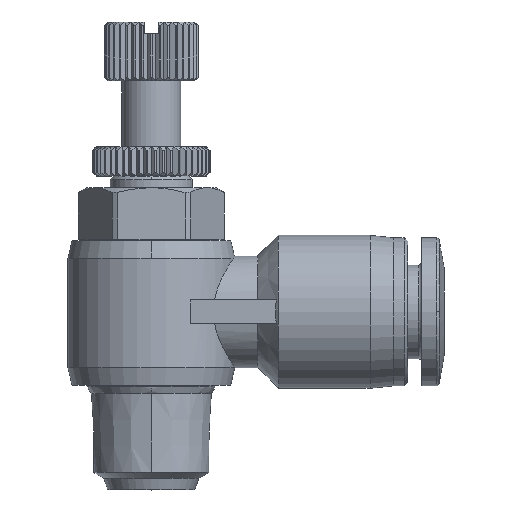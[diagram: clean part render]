
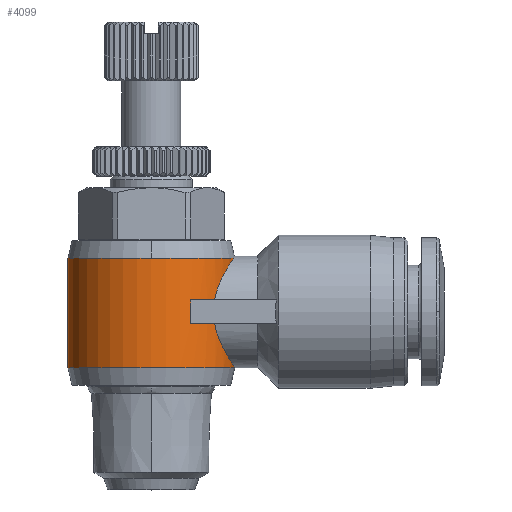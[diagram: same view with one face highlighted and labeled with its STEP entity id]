
A CAD part, top view. The second image highlights one B-rep face of the part: STEP entity #4099.
In plain terms, the highlighted cylindrical face has radius 7.1 mm (diameter 14.2 mm), a partial arc.
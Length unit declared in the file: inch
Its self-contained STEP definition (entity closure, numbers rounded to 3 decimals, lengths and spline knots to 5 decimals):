
#207 = CARTESIAN_POINT ( 'NONE',  ( 0.21146, 0.63583, 0.18282 ) ) ;
#255 = CIRCLE ( 'NONE', #23280, 0.27953 ) ;
#1122 = CARTESIAN_POINT ( 'NONE',  ( 0.26036, 0.43949, 0.10219 ) ) ;
#1135 = AXIS2_PLACEMENT_3D ( 'NONE', #2984, #15576, #4831 ) ;
#1447 = EDGE_CURVE ( 'NONE', #14924, #22681, #255, .T. ) ;
#1813 = DIRECTION ( 'NONE',  ( 0., 1., 0. ) ) ;
#1898 = VECTOR ( 'NONE', #10624, 39.37008 ) ;
#2041 = CARTESIAN_POINT ( 'NONE',  ( 0.23098, 0.69756, 0.15754 ) ) ;
#2088 = AXIS2_PLACEMENT_3D ( 'NONE', #12643, #1813, #14452 ) ;
#2132 = CIRCLE ( 'NONE', #11134, 0.27953 ) ;
#2552 = CARTESIAN_POINT ( 'NONE',  ( 0., 0.55709, 0. ) ) ;
#2559 = EDGE_CURVE ( 'NONE', #20911, #11384, #4619, .T. ) ;
#2785 = CARTESIAN_POINT ( 'NONE',  ( 0.27432, 0.77559, 0.05369 ) ) ;
#2966 = CARTESIAN_POINT ( 'NONE',  ( 0.24925, 0.45865, 0.12684 ) ) ;
#2984 = CARTESIAN_POINT ( 'NONE',  ( 0., 0.77559, 0. ) ) ;
#3694 = ORIENTED_EDGE ( 'NONE', *, *, #11064, .T. ) ;
#3878 = CARTESIAN_POINT ( 'NONE',  ( 0.24027, 0.71725, 0.143 ) ) ;
#3952 = VERTEX_POINT ( 'NONE', #15809 ) ;
#3974 = VERTEX_POINT ( 'NONE', #18046 ) ;
#4099 = ADVANCED_FACE ( 'NONE', ( #14526 ), #11731, .T. ) ;
#4374 = DIRECTION ( 'NONE',  ( -1., 0., 0. ) ) ;
#4482 = ORIENTED_EDGE ( 'NONE', *, *, #5141, .T. ) ;
#4619 = B_SPLINE_CURVE_WITH_KNOTS ( 'NONE', 3,
 ( #207, #11055, #21876, #12856, #2041, #14662, #3878, #16470, #5675, #18309, #7502, #20120, #9343, #21954 ),
 .UNSPECIFIED., .F., .F.,
 ( 4, 2, 2, 2, 2, 2, 4 ),
 ( 0., 0.00132, 0.00198, 0.00265, 0.00397, 0.00463, 0.00529 ),
 .UNSPECIFIED. ) ;
#4724 = CARTESIAN_POINT ( 'NONE',  ( 0.27953, 0.40945, 0. ) ) ;
#4803 = CARTESIAN_POINT ( 'NONE',  ( 0.23742, 0.48135, 0.14774 ) ) ;
#4831 = DIRECTION ( 'NONE',  ( -1., 0., 0. ) ) ;
#5141 = EDGE_CURVE ( 'NONE', #3952, #20911, #11045, .T. ) ;
#5228 = AXIS2_PLACEMENT_3D ( 'NONE', #7659, #5820, #16701 ) ;
#5675 = CARTESIAN_POINT ( 'NONE',  ( 0.25582, 0.74589, 0.11364 ) ) ;
#5820 = DIRECTION ( 'NONE',  ( 0., 1., 0. ) ) ;
#6081 = B_SPLINE_CURVE_WITH_KNOTS ( 'NONE', 3,
 ( #4724, #15473, #8343, #20978, #10160, #22799, #11974, #1122, #13793, #2966, #15557, #4803, #17374, #6608, #19213, #8417, #21053, #10233 ),
 .UNSPECIFIED., .F., .F.,
 ( 4, 2, 2, 2, 2, 2, 2, 2, 4 ),
 ( 0., 0.00083, 0.00167, 0.0025, 0.00334, 0.00417, 0.00501, 0.00584, 0.00667 ),
 .UNSPECIFIED. ) ;
#6608 = CARTESIAN_POINT ( 'NONE',  ( 0.22597, 0.50724, 0.16467 ) ) ;
#6723 = LINE ( 'NONE', #23296, #1898 ) ;
#7209 = CARTESIAN_POINT ( 'NONE',  ( 0., 0.77559, 0.27953 ) ) ;
#7387 = EDGE_CURVE ( 'NONE', #11299, #3952, #16891, .T. ) ;
#7502 = CARTESIAN_POINT ( 'NONE',  ( 0.26628, 0.76304, 0.08539 ) ) ;
#7659 = CARTESIAN_POINT ( 'NONE',  ( 0., 0.59252, 0. ) ) ;
#7929 = CARTESIAN_POINT ( 'NONE',  ( 0.13262, 0.55709, 0.24606 ) ) ;
#8251 = ORIENTED_EDGE ( 'NONE', *, *, #7387, .T. ) ;
#8343 = CARTESIAN_POINT ( 'NONE',  ( 0.27887, 0.41043, 0.02204 ) ) ;
#8417 = CARTESIAN_POINT ( 'NONE',  ( 0.21617, 0.53601, 0.17728 ) ) ;
#9122 = DIRECTION ( 'NONE',  ( 0., 1., 0. ) ) ;
#9201 = EDGE_LOOP ( 'NONE', ( #20153, #3694, #11009, #10564, #8251, #4482, #15098, #16050, #12161 ) ) ;
#9343 = CARTESIAN_POINT ( 'NONE',  ( 0.27269, 0.7731, 0.06201 ) ) ;
#9669 = CARTESIAN_POINT ( 'NONE',  ( 0., 0.77559, 0. ) ) ;
#9979 = CIRCLE ( 'NONE', #1135, 0.27953 ) ;
#10160 = CARTESIAN_POINT ( 'NONE',  ( 0.27444, 0.41712, 0.05409 ) ) ;
#10187 = AXIS2_PLACEMENT_3D ( 'NONE', #2552, #15128, #4374 ) ;
#10233 = CARTESIAN_POINT ( 'NONE',  ( 0.21146, 0.55709, 0.18282 ) ) ;
#10564 = ORIENTED_EDGE ( 'NONE', *, *, #15165, .T. ) ;
#10624 = DIRECTION ( 'NONE',  ( 0., 1., 0. ) ) ;
#10760 = CARTESIAN_POINT ( 'NONE',  ( 0.13262, 0.59252, 0.24606 ) ) ;
#11009 = ORIENTED_EDGE ( 'NONE', *, *, #13945, .T. ) ;
#11045 = CIRCLE ( 'NONE', #2088, 0.27953 ) ;
#11055 = CARTESIAN_POINT ( 'NONE',  ( 0.21462, 0.65283, 0.17916 ) ) ;
#11064 = EDGE_CURVE ( 'NONE', #19807, #22656, #2132, .T. ) ;
#11101 = CARTESIAN_POINT ( 'NONE',  ( -0.27953, 0.40945, 0. ) ) ;
#11134 = AXIS2_PLACEMENT_3D ( 'NONE', #19902, #9122, #21744 ) ;
#11299 = VERTEX_POINT ( 'NONE', #7929 ) ;
#11384 = VERTEX_POINT ( 'NONE', #2785 ) ;
#11463 = DIRECTION ( 'NONE',  ( -1., 0., 0. ) ) ;
#11731 = CYLINDRICAL_SURFACE ( 'NONE', #5228, 0.27953 ) ;
#11956 = EDGE_CURVE ( 'NONE', #11384, #14924, #9979, .T. ) ;
#11974 = CARTESIAN_POINT ( 'NONE',  ( 0.26681, 0.42901, 0.08392 ) ) ;
#12161 = ORIENTED_EDGE ( 'NONE', *, *, #1447, .T. ) ;
#12643 = CARTESIAN_POINT ( 'NONE',  ( 0., 0.63583, 0. ) ) ;
#12856 = CARTESIAN_POINT ( 'NONE',  ( 0.22794, 0.69046, 0.16188 ) ) ;
#13793 = CARTESIAN_POINT ( 'NONE',  ( 0.25675, 0.44551, 0.11088 ) ) ;
#13945 = EDGE_CURVE ( 'NONE', #22656, #3974, #6081, .T. ) ;
#14452 = DIRECTION ( 'NONE',  ( -1., 0., 0. ) ) ;
#14526 = FACE_OUTER_BOUND ( 'NONE', #9201, .T. ) ;
#14662 = CARTESIAN_POINT ( 'NONE',  ( 0.23713, 0.71093, 0.14811 ) ) ;
#14924 = VERTEX_POINT ( 'NONE', #7209 ) ;
#15098 = ORIENTED_EDGE ( 'NONE', *, *, #2559, .T. ) ;
#15128 = DIRECTION ( 'NONE',  ( 0., -1., 0. ) ) ;
#15165 = EDGE_CURVE ( 'NONE', #3974, #11299, #17403, .T. ) ;
#15473 = CARTESIAN_POINT ( 'NONE',  ( 0.27953, 0.40945, 0.01113 ) ) ;
#15557 = CARTESIAN_POINT ( 'NONE',  ( 0.24533, 0.4658, 0.13419 ) ) ;
#15576 = DIRECTION ( 'NONE',  ( 0., -1., 0. ) ) ;
#15809 = CARTESIAN_POINT ( 'NONE',  ( 0.13262, 0.63583, 0.24606 ) ) ;
#16018 = DIRECTION ( 'NONE',  ( 0., 1., 0. ) ) ;
#16050 = ORIENTED_EDGE ( 'NONE', *, *, #11956, .T. ) ;
#16054 = CARTESIAN_POINT ( 'NONE',  ( 0.21146, 0.63583, 0.18282 ) ) ;
#16470 = CARTESIAN_POINT ( 'NONE',  ( 0.24962, 0.73521, 0.12643 ) ) ;
#16701 = DIRECTION ( 'NONE',  ( -1., 0., 0. ) ) ;
#16891 = LINE ( 'NONE', #10760, #21148 ) ;
#17057 = CARTESIAN_POINT ( 'NONE',  ( -0.27953, 0.77559, 0. ) ) ;
#17374 = CARTESIAN_POINT ( 'NONE',  ( 0.23344, 0.48971, 0.15389 ) ) ;
#17403 = CIRCLE ( 'NONE', #10187, 0.27953 ) ;
#18046 = CARTESIAN_POINT ( 'NONE',  ( 0.21146, 0.55709, 0.18282 ) ) ;
#18309 = CARTESIAN_POINT ( 'NONE',  ( 0.26382, 0.75908, 0.0927 ) ) ;
#19213 = CARTESIAN_POINT ( 'NONE',  ( 0.22243, 0.51646, 0.16936 ) ) ;
#19807 = VERTEX_POINT ( 'NONE', #11101 ) ;
#19902 = CARTESIAN_POINT ( 'NONE',  ( 0., 0.40945, 0. ) ) ;
#20120 = CARTESIAN_POINT ( 'NONE',  ( 0.27072, 0.77004, 0.07007 ) ) ;
#20153 = ORIENTED_EDGE ( 'NONE', *, *, #20916, .F. ) ;
#20911 = VERTEX_POINT ( 'NONE', #16054 ) ;
#20916 = EDGE_CURVE ( 'NONE', #19807, #22681, #6723, .T. ) ;
#20978 = CARTESIAN_POINT ( 'NONE',  ( 0.27634, 0.41424, 0.04346 ) ) ;
#21053 = CARTESIAN_POINT ( 'NONE',  ( 0.21345, 0.54639, 0.18051 ) ) ;
#21148 = VECTOR ( 'NONE', #16018, 39.37008 ) ;
#21744 = DIRECTION ( 'NONE',  ( -1., 0., 0. ) ) ;
#21876 = CARTESIAN_POINT ( 'NONE',  ( 0.21947, 0.66848, 0.17337 ) ) ;
#21954 = CARTESIAN_POINT ( 'NONE',  ( 0.27432, 0.77559, 0.05369 ) ) ;
#22291 = DIRECTION ( 'NONE',  ( 0., -1., 0. ) ) ;
#22397 = CARTESIAN_POINT ( 'NONE',  ( 0.27953, 0.40945, 0. ) ) ;
#22656 = VERTEX_POINT ( 'NONE', #22397 ) ;
#22681 = VERTEX_POINT ( 'NONE', #17057 ) ;
#22799 = CARTESIAN_POINT ( 'NONE',  ( 0.26967, 0.42451, 0.07432 ) ) ;
#23280 = AXIS2_PLACEMENT_3D ( 'NONE', #9669, #22291, #11463 ) ;
#23296 = CARTESIAN_POINT ( 'NONE',  ( -0.27953, 0.59252, 0. ) ) ;
